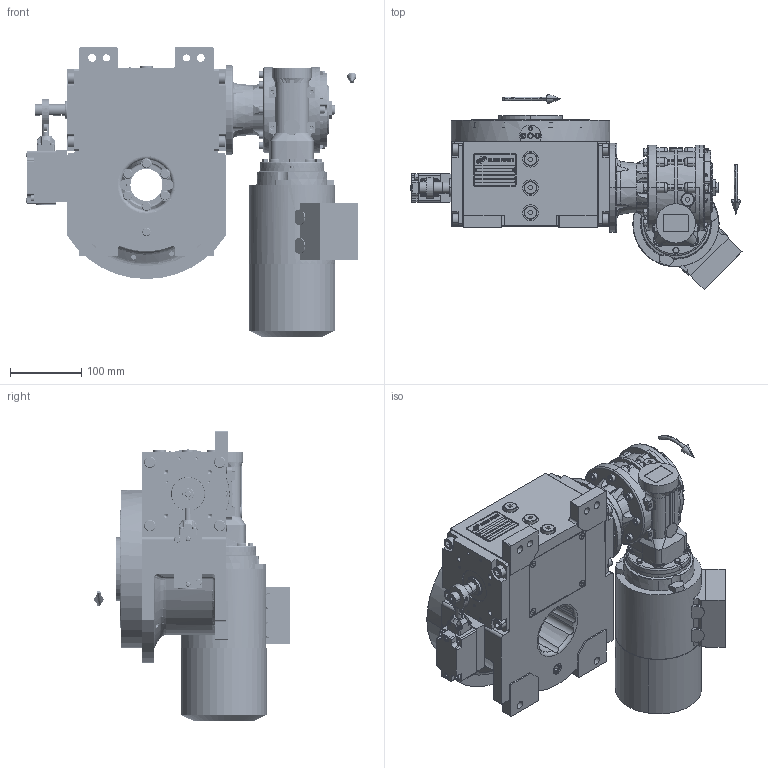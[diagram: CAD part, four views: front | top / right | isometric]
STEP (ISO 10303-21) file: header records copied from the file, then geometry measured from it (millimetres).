
FILE_DESCRIPTION (( 'STEP AP203' ), '1' );
FILE_NAME ('PC5201797.step', '2026-01-29T14:53:15', ( '' ), ( '' ), 'SwSTEP 2.0', 'SolidWorks 2020', '' );
FILE_SCHEMA (( 'CONFIG_CONTROL_DESIGN' ));
Length unit declared in the file: millimetre
Products named in the file (91): cfn2400_01_001; cfn2000_01_124; RMI50_F1_LCB_SX_63B14; cfn2155_01_056; rig06_017; rig06_001_a; CFN2000_01_185^RIG06_005_ASM_rig06_071_06_m_asm(2)_rig06_071_06_m_asm.stp; AS_rig06_017; rig06_007_master; cfn2128_19_002; cfn2476_01_002_60x46; cfn2115_01_005; rig06_004; cfn2010_01_015.prt; BM63B14; rig06_071_06_m_asm.stp; rig06_004_s_001; 900_38_11_34_4; cfn2000_01_126; AS_900_38_11_34_4; RIG06_021_AF0^RIG06_005_ASM_rig06_071_06_m_asm(2)_rig06_071_06_m_asm.stp; cfn2070_05_005; 900_38_10_49_4; cfn2000_01_103; cfn2151_01_109; AS_cfn2000_01_168; AS_rig06_004_s_001; cfn2115_02_165; cfn2003_01_054; rig06_003_6; cfn2128_04_004; 900_38_30_003; cfn2151_01_090; freccia_angolare_albero; cfn2151_01_290; rig06_002_bl_001; AS_rig06_016; CFN2223_01-570X6-B^rig06_071_06_m_asm(2)_rig06_071_06_m_asm.stp; cfn2158_01_011; CFN2104_02_017^RIG06_005_ASM_rig06_071_06_m_asm(2)_rig06_071_06_m_asm.stp ...
Assembly tree (87 placements, depth 5):
  rig06_007_master
  cfn2151_01_109
  cfn2115_02_165
  cfn2151_01_090
  cfn2151_01_290
Bounding box: 465.53 x 274.13 x 405.99 mm (x, y, z)
Volume: 6171383.8 mm3; surface area: 1126576.4 mm2
Topology: 74 solids, 74 shells, 3912 faces, 9921 edges, 6346 vertices
Faces by surface type: plane 1770, cylinder 1336, cone 585, torus 195, bspline 20, sphere 6
Entity records: 135926 total; most frequent: CARTESIAN_POINT 36002, DIRECTION 19043, ORIENTED_EDGE 18714, EDGE_CURVE 9357, AXIS2_PLACEMENT_3D 6936, VERTEX_POINT 6057, LINE 5171, VECTOR 5171
